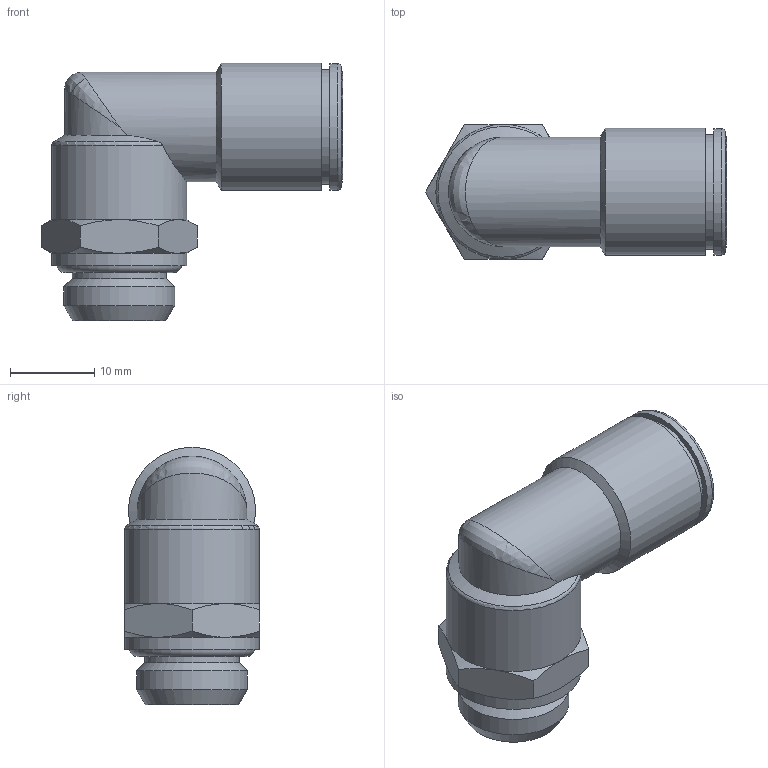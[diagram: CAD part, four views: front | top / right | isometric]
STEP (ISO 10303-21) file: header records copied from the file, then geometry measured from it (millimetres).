
FILE_DESCRIPTION(/* description */ (''),/* implementation_level */ '2;1');
FILE_NAME(/* name */ 'iqsl_1410_g_msv.stp',/* time_stamp */ '2023-07-31T14:43:24+02:00',/* author */ ('leitheußer'),/* organization */ (''),/* preprocessor_version */ 'ST-DEVELOPER v16.13',/* originating_system */ 'Autodesk Inventor LT',/* authorisation */ '');
FILE_SCHEMA (('AUTOMOTIVE_DESIGN { 1 0 10303 214 3 1 1 }'));
Length unit declared in the file: millimetre
Products named in the file (1): B202208_IPSO_022_10_1-4_31.07.23
Bounding box: 35.74 x 16 x 30.55 mm (x, y, z)
Volume: 4493.3 mm3; surface area: 5790.2 mm2
Topology: 4 solids, 4 shells, 75 faces, 163 edges, 97 vertices
Faces by surface type: cone 30, cylinder 21, plane 18, torus 5, bspline 1
Full cylindrical faces by diameter (mm): 8 x2, 10.2 x2, 11.2 x1, 12.2 x2, 12.3 x1, 13 x2, 13.157 x1, 13.5 x2, 13.6 x1, 13.7 x1, 15 x1, 15.1 x1, 16 x2
Entity records: 2906 total; most frequent: CARTESIAN_POINT 1497, DIRECTION 292, ORIENTED_EDGE 222, AXIS2_PLACEMENT_3D 143, EDGE_LOOP 124, EDGE_CURVE 111, VERTEX_POINT 85, FACE_OUTER_BOUND 75
